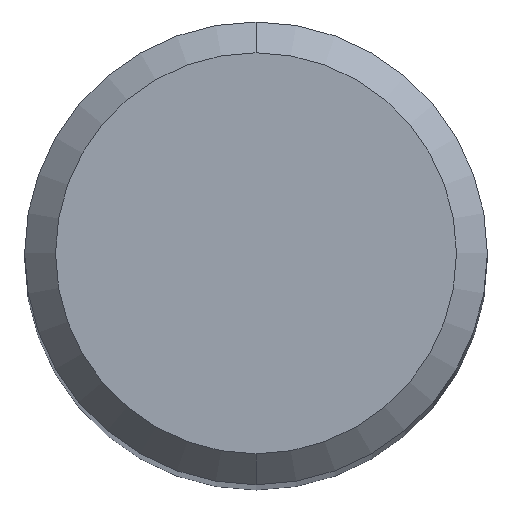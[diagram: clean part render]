
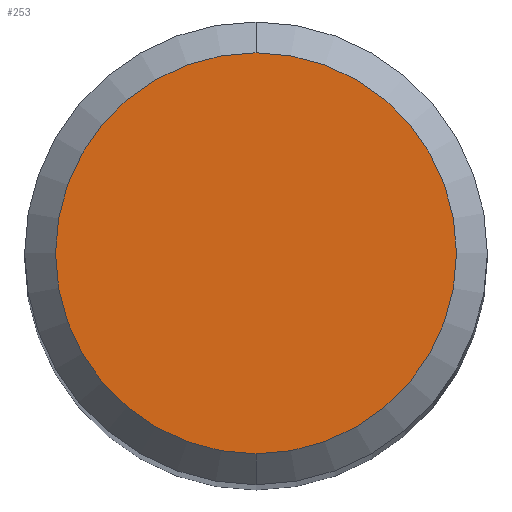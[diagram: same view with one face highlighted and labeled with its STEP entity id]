
A CAD part, top view. The second image highlights one B-rep face of the part: STEP entity #253.
In plain terms, the highlighted planar face has unit normal (0, 0, 1).
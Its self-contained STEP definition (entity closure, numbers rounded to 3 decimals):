
#195=VERTEX_POINT('',#504);
#253=ADVANCED_FACE('',(#569),#570,.T.);
#257=EDGE_CURVE('',#275,#195,#575,.T.);
#275=VERTEX_POINT('',#593);
#415=EDGE_CURVE('',#195,#275,#746,.T.);
#504=CARTESIAN_POINT('',(0.0,2.6,0.0));
#569=FACE_OUTER_BOUND('',#946,.T.);
#570=PLANE('',#947);
#575=CIRCLE('',#953,2.6);
#593=CARTESIAN_POINT('',(0.,-2.6,0.0));
#746=CIRCLE('',#1322,2.6);
#946=EDGE_LOOP('',(#1557,#1558));
#947=AXIS2_PLACEMENT_3D('',#1559,#1560,#1561);
#953=AXIS2_PLACEMENT_3D('',#1571,#1572,#1573);
#1322=AXIS2_PLACEMENT_3D('',#1737,#1738,#1739);
#1557=ORIENTED_EDGE('',*,*,#415,.F.);
#1558=ORIENTED_EDGE('',*,*,#257,.F.);
#1559=CARTESIAN_POINT('',(0.0,1.3,0.0));
#1560=DIRECTION('',(-0.0,0.0,1.0));
#1561=DIRECTION('',(0.0,-1.0,0.0));
#1571=CARTESIAN_POINT('',(0.0,0.0,0.0));
#1572=DIRECTION('',(0.0,0.0,-1.0));
#1573=DIRECTION('',(0.0,1.0,0.0));
#1737=CARTESIAN_POINT('',(0.0,0.0,0.0));
#1738=DIRECTION('',(0.0,0.0,-1.0));
#1739=DIRECTION('',(0.0,1.0,0.0));
